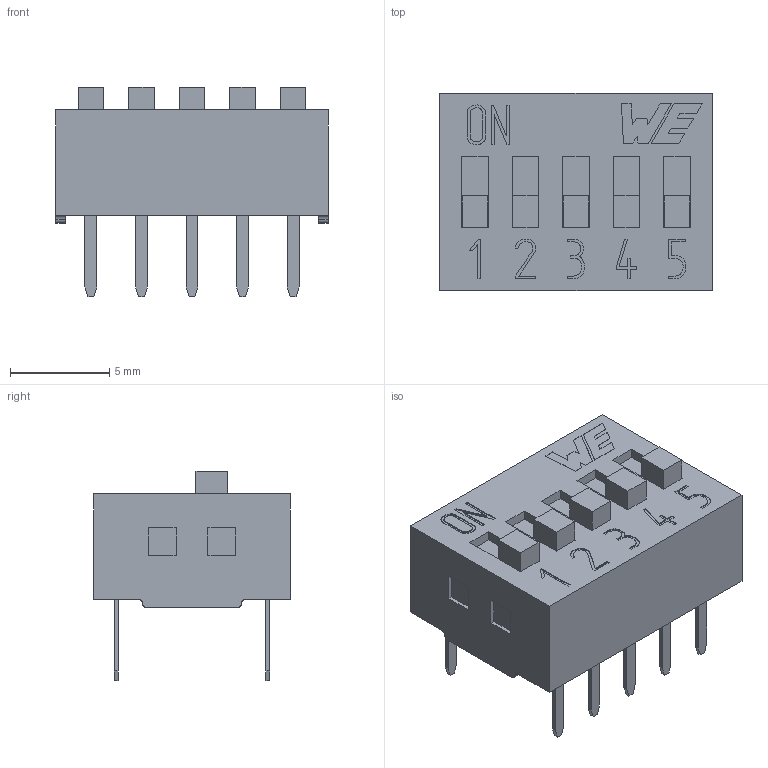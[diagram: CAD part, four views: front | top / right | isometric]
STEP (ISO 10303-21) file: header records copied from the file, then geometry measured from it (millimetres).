
FILE_DESCRIPTION(/* description */ ('Unknown'),/* implementation_level */ '2;1');
FILE_NAME(/* name */ '418117270905',/* time_stamp */ '2018-08-10T13:43:47+02:00',/* author */ ('Unknown'),/* organization */ ('Unknown'),/* preprocessor_version */ 'ST-DEVELOPER v16.7',/* originating_system */ 'DEX',/* authorisation */ $);
FILE_SCHEMA (('AUTOMOTIVE_DESIGN {1 0 10303 214 3 1 1}'));
Length unit declared in the file: millimetre
Products named in the file (4): 418117270905; Base_switch; clip; base
Assembly tree (7 placements, depth 2):
  418117270905
    Base_switch
    clip  x5
    base
Bounding box: 13.7 x 9.9 x 10.55 mm (x, y, z)
Volume: 495.1 mm3; surface area: 1554.8 mm2
Topology: 7 solids, 7 shells, 321 faces, 834 edges, 556 vertices
Faces by surface type: plane 295, bspline 13, cylinder 13
Entity records: 9938 total; most frequent: CARTESIAN_POINT 2140, ORIENTED_EDGE 1328, DIRECTION 1060, EDGE_CURVE 664, LINE 528, VECTOR 528, VERTEX_POINT 444, EDGE_LOOP 290
